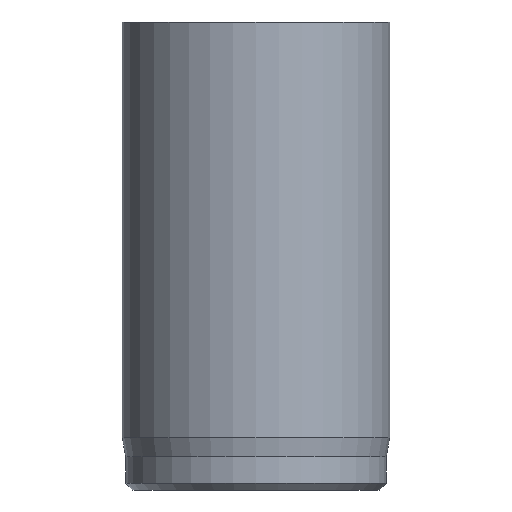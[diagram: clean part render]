
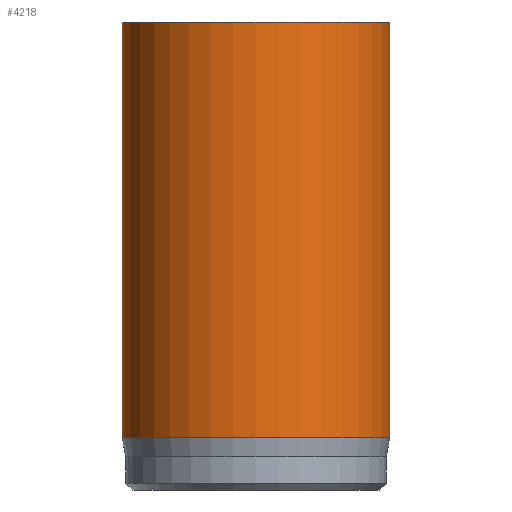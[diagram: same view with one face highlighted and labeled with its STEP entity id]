
A CAD part, front view. The second image highlights one B-rep face of the part: STEP entity #4218.
In plain terms, the highlighted cylindrical face has radius 4 mm (diameter 8 mm), a full revolution.
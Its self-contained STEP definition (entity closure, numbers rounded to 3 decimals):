
#31=CYLINDRICAL_SURFACE('',#4380,4.);
#45=CIRCLE('',#4354,4.);
#57=CIRCLE('',#4378,4.);
#58=CIRCLE('',#4379,4.);
#379=FACE_OUTER_BOUND('',#628,.T.);
#628=EDGE_LOOP('',(#3761,#3762,#3763,#3764,#3765));
#936=LINE('',#8059,#1250);
#1250=VECTOR('',#4878,4.);
#1935=VERTEX_POINT('',#8011);
#1947=VERTEX_POINT('',#8053);
#1948=VERTEX_POINT('',#8054);
#2539=EDGE_CURVE('',#1935,#1935,#45,.T.);
#2557=EDGE_CURVE('',#1947,#1948,#57,.T.);
#2558=EDGE_CURVE('',#1948,#1947,#58,.T.);
#2560=EDGE_CURVE('',#1935,#1947,#936,.T.);
#3761=ORIENTED_EDGE('',*,*,#2539,.T.);
#3762=ORIENTED_EDGE('',*,*,#2560,.T.);
#3763=ORIENTED_EDGE('',*,*,#2557,.T.);
#3764=ORIENTED_EDGE('',*,*,#2558,.T.);
#3765=ORIENTED_EDGE('',*,*,#2560,.F.);
#4218=ADVANCED_FACE('',(#379),#31,.T.);
#4354=AXIS2_PLACEMENT_3D('',#8012,#4817,#4818);
#4378=AXIS2_PLACEMENT_3D('',#8055,#4871,#4872);
#4379=AXIS2_PLACEMENT_3D('',#8056,#4873,#4874);
#4380=AXIS2_PLACEMENT_3D('',#8058,#4876,#4877);
#4817=DIRECTION('center_axis',(0.,0.,-1.));
#4818=DIRECTION('ref_axis',(-1.,0.,0.));
#4871=DIRECTION('center_axis',(0.,0.,1.));
#4872=DIRECTION('ref_axis',(-1.,0.,0.));
#4873=DIRECTION('center_axis',(0.,0.,1.));
#4874=DIRECTION('ref_axis',(-1.,0.,0.));
#4876=DIRECTION('center_axis',(0.,0.,1.));
#4877=DIRECTION('ref_axis',(-1.,0.,0.));
#4878=DIRECTION('',(0.,0.,-1.));
#8011=CARTESIAN_POINT('',(4.,0.,14.));
#8012=CARTESIAN_POINT('Origin',(0.,0.,14.));
#8053=CARTESIAN_POINT('',(4.,0.,1.567));
#8054=CARTESIAN_POINT('',(-4.,0.,1.567));
#8055=CARTESIAN_POINT('Origin',(0.,0.,1.567));
#8056=CARTESIAN_POINT('Origin',(0.,0.,1.567));
#8058=CARTESIAN_POINT('Origin',(0.,0.,0.));
#8059=CARTESIAN_POINT('',(4.,0.,0.));
